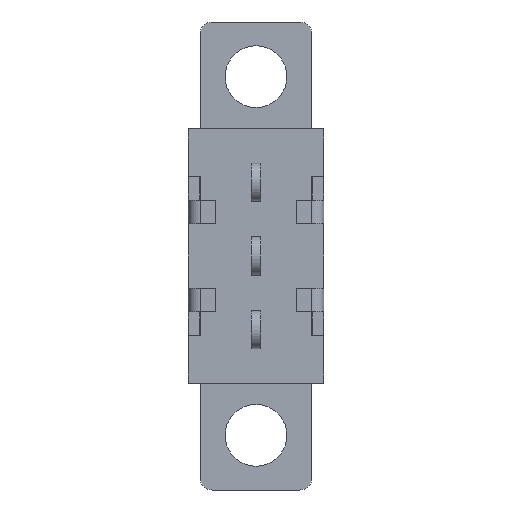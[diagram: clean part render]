
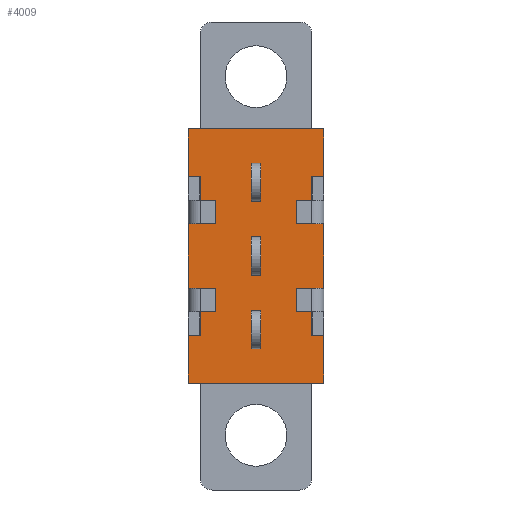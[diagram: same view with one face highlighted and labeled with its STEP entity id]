
A CAD part, front view. The second image highlights one B-rep face of the part: STEP entity #4009.
In plain terms, the highlighted planar face has unit normal (0, -1, 0).
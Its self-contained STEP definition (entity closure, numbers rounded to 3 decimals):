
#183=FACE_BOUND('',#464,.T.);
#184=FACE_BOUND('',#465,.T.);
#185=FACE_BOUND('',#466,.T.);
#232=FACE_OUTER_BOUND('',#463,.T.);
#463=EDGE_LOOP('',(#2783,#2784,#2785,#2786,#2787,#2788,#2789,#2790,#2791,
#2792,#2793,#2794,#2795,#2796,#2797,#2798,#2799,#2800,#2801,#2802));
#464=EDGE_LOOP('',(#2803,#2804,#2805,#2806));
#465=EDGE_LOOP('',(#2807,#2808,#2809,#2810));
#466=EDGE_LOOP('',(#2811,#2812,#2813,#2814));
#676=LINE('',#5725,#1171);
#679=LINE('',#5731,#1174);
#682=LINE('',#5737,#1177);
#685=LINE('',#5741,#1180);
#688=LINE('',#5749,#1183);
#691=LINE('',#5755,#1186);
#694=LINE('',#5761,#1189);
#697=LINE('',#5765,#1192);
#700=LINE('',#5773,#1195);
#703=LINE('',#5779,#1198);
#706=LINE('',#5785,#1201);
#709=LINE('',#5789,#1204);
#712=LINE('',#5797,#1207);
#715=LINE('',#5803,#1210);
#718=LINE('',#5809,#1213);
#721=LINE('',#5815,#1216);
#724=LINE('',#5821,#1219);
#727=LINE('',#5827,#1222);
#730=LINE('',#5833,#1225);
#733=LINE('',#5839,#1228);
#736=LINE('',#5845,#1231);
#739=LINE('',#5851,#1234);
#742=LINE('',#5857,#1237);
#745=LINE('',#5863,#1240);
#748=LINE('',#5869,#1243);
#751=LINE('',#5875,#1246);
#754=LINE('',#5881,#1249);
#757=LINE('',#5887,#1252);
#760=LINE('',#5893,#1255);
#763=LINE('',#5899,#1258);
#766=LINE('',#5905,#1261);
#769=LINE('',#5909,#1264);
#1171=VECTOR('',#4579,10.);
#1174=VECTOR('',#4584,10.);
#1177=VECTOR('',#4589,10.);
#1180=VECTOR('',#4594,10.);
#1183=VECTOR('',#4599,10.);
#1186=VECTOR('',#4604,10.);
#1189=VECTOR('',#4609,10.);
#1192=VECTOR('',#4614,10.);
#1195=VECTOR('',#4619,10.);
#1198=VECTOR('',#4624,10.);
#1201=VECTOR('',#4629,10.);
#1204=VECTOR('',#4634,10.);
#1207=VECTOR('',#4639,10.);
#1210=VECTOR('',#4644,10.);
#1213=VECTOR('',#4649,10.);
#1216=VECTOR('',#4654,10.);
#1219=VECTOR('',#4659,10.);
#1222=VECTOR('',#4664,10.);
#1225=VECTOR('',#4669,10.);
#1228=VECTOR('',#4674,10.);
#1231=VECTOR('',#4679,10.);
#1234=VECTOR('',#4684,10.);
#1237=VECTOR('',#4689,10.);
#1240=VECTOR('',#4694,10.);
#1243=VECTOR('',#4699,10.);
#1246=VECTOR('',#4704,10.);
#1249=VECTOR('',#4709,10.);
#1252=VECTOR('',#4714,10.);
#1255=VECTOR('',#4719,10.);
#1258=VECTOR('',#4724,10.);
#1261=VECTOR('',#4729,10.);
#1264=VECTOR('',#4734,10.);
#1666=VERTEX_POINT('',#5722);
#1667=VERTEX_POINT('',#5724);
#1669=VERTEX_POINT('',#5730);
#1671=VERTEX_POINT('',#5736);
#1674=VERTEX_POINT('',#5746);
#1675=VERTEX_POINT('',#5748);
#1677=VERTEX_POINT('',#5754);
#1679=VERTEX_POINT('',#5760);
#1682=VERTEX_POINT('',#5770);
#1683=VERTEX_POINT('',#5772);
#1685=VERTEX_POINT('',#5778);
#1687=VERTEX_POINT('',#5784);
#1690=VERTEX_POINT('',#5794);
#1691=VERTEX_POINT('',#5796);
#1693=VERTEX_POINT('',#5802);
#1695=VERTEX_POINT('',#5808);
#1697=VERTEX_POINT('',#5814);
#1699=VERTEX_POINT('',#5820);
#1701=VERTEX_POINT('',#5826);
#1703=VERTEX_POINT('',#5832);
#1705=VERTEX_POINT('',#5838);
#1707=VERTEX_POINT('',#5844);
#1709=VERTEX_POINT('',#5850);
#1711=VERTEX_POINT('',#5856);
#1713=VERTEX_POINT('',#5862);
#1715=VERTEX_POINT('',#5868);
#1717=VERTEX_POINT('',#5874);
#1719=VERTEX_POINT('',#5880);
#1721=VERTEX_POINT('',#5886);
#1723=VERTEX_POINT('',#5892);
#1725=VERTEX_POINT('',#5898);
#1727=VERTEX_POINT('',#5904);
#2040=EDGE_CURVE('',#1667,#1666,#676,.T.);
#2043=EDGE_CURVE('',#1669,#1667,#679,.T.);
#2046=EDGE_CURVE('',#1671,#1669,#682,.T.);
#2049=EDGE_CURVE('',#1666,#1671,#685,.T.);
#2052=EDGE_CURVE('',#1675,#1674,#688,.T.);
#2055=EDGE_CURVE('',#1677,#1675,#691,.T.);
#2058=EDGE_CURVE('',#1679,#1677,#694,.T.);
#2061=EDGE_CURVE('',#1674,#1679,#697,.T.);
#2064=EDGE_CURVE('',#1683,#1682,#700,.T.);
#2067=EDGE_CURVE('',#1685,#1683,#703,.T.);
#2070=EDGE_CURVE('',#1687,#1685,#706,.T.);
#2073=EDGE_CURVE('',#1682,#1687,#709,.T.);
#2076=EDGE_CURVE('',#1691,#1690,#712,.F.);
#2079=EDGE_CURVE('',#1693,#1691,#715,.T.);
#2082=EDGE_CURVE('',#1695,#1693,#718,.F.);
#2085=EDGE_CURVE('',#1697,#1695,#721,.T.);
#2088=EDGE_CURVE('',#1699,#1697,#724,.F.);
#2091=EDGE_CURVE('',#1701,#1699,#727,.T.);
#2094=EDGE_CURVE('',#1703,#1701,#730,.F.);
#2097=EDGE_CURVE('',#1705,#1703,#733,.T.);
#2100=EDGE_CURVE('',#1707,#1705,#736,.F.);
#2103=EDGE_CURVE('',#1709,#1707,#739,.T.);
#2106=EDGE_CURVE('',#1711,#1709,#742,.F.);
#2109=EDGE_CURVE('',#1713,#1711,#745,.T.);
#2112=EDGE_CURVE('',#1715,#1713,#748,.F.);
#2115=EDGE_CURVE('',#1717,#1715,#751,.T.);
#2118=EDGE_CURVE('',#1719,#1717,#754,.F.);
#2121=EDGE_CURVE('',#1721,#1719,#757,.T.);
#2124=EDGE_CURVE('',#1723,#1721,#760,.F.);
#2127=EDGE_CURVE('',#1725,#1723,#763,.T.);
#2130=EDGE_CURVE('',#1727,#1725,#766,.F.);
#2133=EDGE_CURVE('',#1690,#1727,#769,.T.);
#2783=ORIENTED_EDGE('',*,*,#2133,.T.);
#2784=ORIENTED_EDGE('',*,*,#2130,.T.);
#2785=ORIENTED_EDGE('',*,*,#2127,.T.);
#2786=ORIENTED_EDGE('',*,*,#2124,.T.);
#2787=ORIENTED_EDGE('',*,*,#2121,.T.);
#2788=ORIENTED_EDGE('',*,*,#2118,.T.);
#2789=ORIENTED_EDGE('',*,*,#2115,.T.);
#2790=ORIENTED_EDGE('',*,*,#2112,.T.);
#2791=ORIENTED_EDGE('',*,*,#2109,.T.);
#2792=ORIENTED_EDGE('',*,*,#2106,.T.);
#2793=ORIENTED_EDGE('',*,*,#2103,.T.);
#2794=ORIENTED_EDGE('',*,*,#2100,.T.);
#2795=ORIENTED_EDGE('',*,*,#2097,.T.);
#2796=ORIENTED_EDGE('',*,*,#2094,.T.);
#2797=ORIENTED_EDGE('',*,*,#2091,.T.);
#2798=ORIENTED_EDGE('',*,*,#2088,.T.);
#2799=ORIENTED_EDGE('',*,*,#2085,.T.);
#2800=ORIENTED_EDGE('',*,*,#2082,.T.);
#2801=ORIENTED_EDGE('',*,*,#2079,.T.);
#2802=ORIENTED_EDGE('',*,*,#2076,.T.);
#2803=ORIENTED_EDGE('',*,*,#2073,.T.);
#2804=ORIENTED_EDGE('',*,*,#2070,.T.);
#2805=ORIENTED_EDGE('',*,*,#2067,.T.);
#2806=ORIENTED_EDGE('',*,*,#2064,.T.);
#2807=ORIENTED_EDGE('',*,*,#2061,.T.);
#2808=ORIENTED_EDGE('',*,*,#2058,.T.);
#2809=ORIENTED_EDGE('',*,*,#2055,.T.);
#2810=ORIENTED_EDGE('',*,*,#2052,.T.);
#2811=ORIENTED_EDGE('',*,*,#2049,.T.);
#2812=ORIENTED_EDGE('',*,*,#2046,.T.);
#2813=ORIENTED_EDGE('',*,*,#2043,.T.);
#2814=ORIENTED_EDGE('',*,*,#2040,.T.);
#3826=PLANE('',#4281);
#4009=ADVANCED_FACE('',(#232,#183,#184,#185),#3826,.T.);
#4281=AXIS2_PLACEMENT_3D('',#5911,#4737,#4738);
#4579=DIRECTION('',(0.,0.,-1.));
#4584=DIRECTION('',(1.,0.,0.));
#4589=DIRECTION('',(0.,0.,1.));
#4594=DIRECTION('',(-1.,0.,0.));
#4599=DIRECTION('',(0.,0.,-1.));
#4604=DIRECTION('',(1.,0.,0.));
#4609=DIRECTION('',(0.,0.,1.));
#4614=DIRECTION('',(-1.,0.,0.));
#4619=DIRECTION('',(0.,0.,1.));
#4624=DIRECTION('',(-1.,0.,0.));
#4629=DIRECTION('',(0.,0.,-1.));
#4634=DIRECTION('',(1.,0.,0.));
#4639=DIRECTION('',(0.,0.,-1.));
#4644=DIRECTION('',(-1.,0.,0.));
#4649=DIRECTION('',(0.,0.,-1.));
#4654=DIRECTION('',(1.,0.,0.));
#4659=DIRECTION('',(0.,0.,-1.));
#4664=DIRECTION('',(-1.,0.,0.));
#4669=DIRECTION('',(0.,0.,-1.));
#4674=DIRECTION('',(1.,0.,0.));
#4679=DIRECTION('',(0.,0.,1.));
#4684=DIRECTION('',(-1.,0.,0.));
#4689=DIRECTION('',(0.,0.,1.));
#4694=DIRECTION('',(1.,0.,0.));
#4699=DIRECTION('',(0.,0.,1.));
#4704=DIRECTION('',(-1.,0.,0.));
#4709=DIRECTION('',(0.,0.,1.));
#4714=DIRECTION('',(1.,0.,0.));
#4719=DIRECTION('',(0.,0.,1.));
#4724=DIRECTION('',(-1.,0.,0.));
#4729=DIRECTION('',(0.,0.,-1.));
#4734=DIRECTION('',(1.,0.,0.));
#4737=DIRECTION('center_axis',(0.,-1.,0.));
#4738=DIRECTION('ref_axis',(0.,0.,-1.));
#5722=CARTESIAN_POINT('',(0.2,-1.,2.3));
#5724=CARTESIAN_POINT('',(0.2,-1.,3.9));
#5725=CARTESIAN_POINT('',(0.2,-1.,2.3));
#5730=CARTESIAN_POINT('',(-0.2,-1.,3.9));
#5731=CARTESIAN_POINT('',(0.2,-1.,3.9));
#5736=CARTESIAN_POINT('',(-0.2,-1.,2.3));
#5737=CARTESIAN_POINT('',(-0.2,-1.,3.9));
#5741=CARTESIAN_POINT('',(-0.2,-1.,2.3));
#5746=CARTESIAN_POINT('',(0.2,-1.,-3.9));
#5748=CARTESIAN_POINT('',(0.2,-1.,-2.3));
#5749=CARTESIAN_POINT('',(0.2,-1.,-3.9));
#5754=CARTESIAN_POINT('',(-0.2,-1.,-2.3));
#5755=CARTESIAN_POINT('',(0.2,-1.,-2.3));
#5760=CARTESIAN_POINT('',(-0.2,-1.,-3.9));
#5761=CARTESIAN_POINT('',(-0.2,-1.,-2.3));
#5765=CARTESIAN_POINT('',(-0.2,-1.,-3.9));
#5770=CARTESIAN_POINT('',(-0.2,-1.,0.8));
#5772=CARTESIAN_POINT('',(-0.2,-1.,-0.8));
#5773=CARTESIAN_POINT('',(-0.2,-1.,0.8));
#5778=CARTESIAN_POINT('',(0.2,-1.,-0.8));
#5779=CARTESIAN_POINT('',(-1.5,-1.,-0.8));
#5784=CARTESIAN_POINT('',(0.2,-1.,0.8));
#5785=CARTESIAN_POINT('',(0.2,-1.,-0.8));
#5789=CARTESIAN_POINT('',(1.5,-1.,0.8));
#5794=CARTESIAN_POINT('',(2.35,-1.,3.35));
#5796=CARTESIAN_POINT('',(2.35,-1.,1.35));
#5797=CARTESIAN_POINT('',(2.35,-1.,0.675));
#5802=CARTESIAN_POINT('',(2.85,-1.,1.35));
#5803=CARTESIAN_POINT('',(3.,-1.,1.35));
#5808=CARTESIAN_POINT('',(2.85,-1.,-1.35));
#5809=CARTESIAN_POINT('',(2.85,-1.,-0.675));
#5814=CARTESIAN_POINT('',(2.35,-1.,-1.35));
#5815=CARTESIAN_POINT('',(2.5,-1.,-1.35));
#5820=CARTESIAN_POINT('',(2.35,-1.,-3.35));
#5821=CARTESIAN_POINT('',(2.35,-1.,-1.675));
#5826=CARTESIAN_POINT('',(2.85,-1.,-3.35));
#5827=CARTESIAN_POINT('',(3.,-1.,-3.35));
#5832=CARTESIAN_POINT('',(2.85,-1.,-5.35));
#5833=CARTESIAN_POINT('',(2.85,-1.,-2.675));
#5838=CARTESIAN_POINT('',(-2.85,-1.,-5.35));
#5839=CARTESIAN_POINT('',(-3.,-1.,-5.35));
#5844=CARTESIAN_POINT('',(-2.85,-1.,-3.35));
#5845=CARTESIAN_POINT('',(-2.85,-1.,-1.675));
#5850=CARTESIAN_POINT('',(-2.35,-1.,-3.35));
#5851=CARTESIAN_POINT('',(-2.5,-1.,-3.35));
#5856=CARTESIAN_POINT('',(-2.35,-1.,-1.35));
#5857=CARTESIAN_POINT('',(-2.35,-1.,-0.675));
#5862=CARTESIAN_POINT('',(-2.85,-1.,-1.35));
#5863=CARTESIAN_POINT('',(-3.,-1.,-1.35));
#5868=CARTESIAN_POINT('',(-2.85,-1.,1.35));
#5869=CARTESIAN_POINT('',(-2.85,-1.,0.675));
#5874=CARTESIAN_POINT('',(-2.35,-1.,1.35));
#5875=CARTESIAN_POINT('',(-2.5,-1.,1.35));
#5880=CARTESIAN_POINT('',(-2.35,-1.,3.35));
#5881=CARTESIAN_POINT('',(-2.35,-1.,1.675));
#5886=CARTESIAN_POINT('',(-2.85,-1.,3.35));
#5887=CARTESIAN_POINT('',(-3.,-1.,3.35));
#5892=CARTESIAN_POINT('',(-2.85,-1.,5.35));
#5893=CARTESIAN_POINT('',(-2.85,-1.,2.675));
#5898=CARTESIAN_POINT('',(2.85,-1.,5.35));
#5899=CARTESIAN_POINT('',(3.,-1.,5.35));
#5904=CARTESIAN_POINT('',(2.85,-1.,3.35));
#5905=CARTESIAN_POINT('',(2.85,-1.,1.675));
#5909=CARTESIAN_POINT('',(2.5,-1.,3.35));
#5911=CARTESIAN_POINT('Origin',(0.,-1.,0.));
